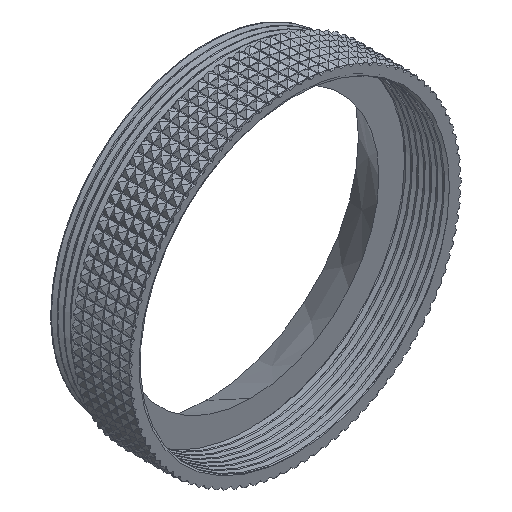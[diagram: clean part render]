
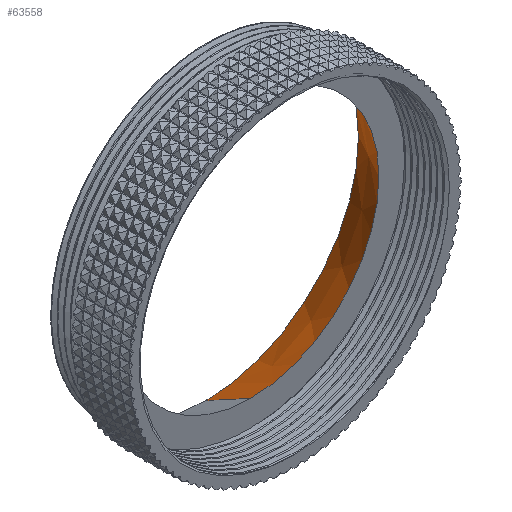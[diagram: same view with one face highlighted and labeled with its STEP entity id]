
A CAD part, isometric view. The second image highlights one B-rep face of the part: STEP entity #63558.
In plain terms, the highlighted conical face has half-angle 28.496 degrees and reference radius 23.8 mm.
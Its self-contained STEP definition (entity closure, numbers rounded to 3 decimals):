
#498 = CIRCLE ( 'NONE', #56602, 23.8 ) ;
#1270 = DIRECTION ( 'NONE',  ( 0., -1., 0. ) ) ;
#2157 = EDGE_LOOP ( 'NONE', ( #46565, #3101, #37573, #36367 ) ) ;
#3101 = ORIENTED_EDGE ( 'NONE', *, *, #27617, .T. ) ;
#4846 = CARTESIAN_POINT ( 'NONE',  ( 0., 0., -20. ) ) ;
#7570 = DIRECTION ( 'NONE',  ( 0., 0., 1. ) ) ;
#10505 = VERTEX_POINT ( 'NONE', #51898 ) ;
#12650 = LINE ( 'NONE', #56203, #64160 ) ;
#13541 = EDGE_CURVE ( 'NONE', #10505, #46729, #498, .T. ) ;
#14940 = DIRECTION ( 'NONE',  ( 0., 0., -1. ) ) ;
#15953 = AXIS2_PLACEMENT_3D ( 'NONE', #26926, #1270, #44164 ) ;
#18277 = DIRECTION ( 'NONE',  ( 0., 0.879, -0.477 ) ) ;
#20907 = CONICAL_SURFACE ( 'NONE', #46707, 23.8, 0.497 ) ;
#26035 = CIRCLE ( 'NONE', #15953, 20. ) ;
#26926 = CARTESIAN_POINT ( 'NONE',  ( 0., 0., 0. ) ) ;
#27617 = EDGE_CURVE ( 'NONE', #46943, #67898, #26035, .T. ) ;
#28994 = DIRECTION ( 'NONE',  ( 0., 1., 0. ) ) ;
#31644 = CARTESIAN_POINT ( 'NONE',  ( 0., 7., 23.8 ) ) ;
#32784 = CARTESIAN_POINT ( 'NONE',  ( 0., 0., 20. ) ) ;
#33720 = CARTESIAN_POINT ( 'NONE',  ( 0., 7., 23.8 ) ) ;
#35670 = CARTESIAN_POINT ( 'NONE',  ( 0., 7., 0. ) ) ;
#35884 = EDGE_CURVE ( 'NONE', #46943, #10505, #12650, .T. ) ;
#36367 = ORIENTED_EDGE ( 'NONE', *, *, #13541, .F. ) ;
#37573 = ORIENTED_EDGE ( 'NONE', *, *, #38404, .T. ) ;
#38404 = EDGE_CURVE ( 'NONE', #67898, #46729, #69540, .T. ) ;
#43347 = DIRECTION ( 'NONE',  ( 0., -1., 0. ) ) ;
#44164 = DIRECTION ( 'NONE',  ( 0., 0., -1. ) ) ;
#46565 = ORIENTED_EDGE ( 'NONE', *, *, #35884, .F. ) ;
#46707 = AXIS2_PLACEMENT_3D ( 'NONE', #35670, #28994, #7570 ) ;
#46729 = VERTEX_POINT ( 'NONE', #33720 ) ;
#46943 = VERTEX_POINT ( 'NONE', #4846 ) ;
#47945 = CARTESIAN_POINT ( 'NONE',  ( 0., 7., 0. ) ) ;
#51898 = CARTESIAN_POINT ( 'NONE',  ( 0., 7., -23.8 ) ) ;
#55717 = FACE_OUTER_BOUND ( 'NONE', #2157, .T. ) ;
#56203 = CARTESIAN_POINT ( 'NONE',  ( 0., 7., -23.8 ) ) ;
#56602 = AXIS2_PLACEMENT_3D ( 'NONE', #47945, #43347, #14940 ) ;
#57697 = VECTOR ( 'NONE', #69206, 1000. ) ;
#63558 = ADVANCED_FACE ( 'NONE', ( #55717 ), #20907, .F. ) ;
#64160 = VECTOR ( 'NONE', #18277, 1000. ) ;
#67898 = VERTEX_POINT ( 'NONE', #32784 ) ;
#69206 = DIRECTION ( 'NONE',  ( 0., 0.879, 0.477 ) ) ;
#69540 = LINE ( 'NONE', #31644, #57697 ) ;
